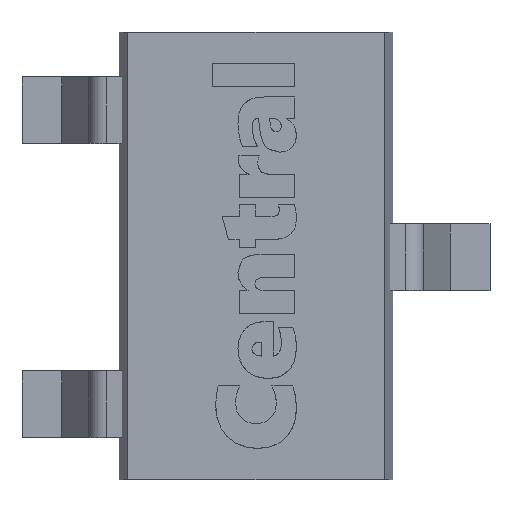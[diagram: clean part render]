
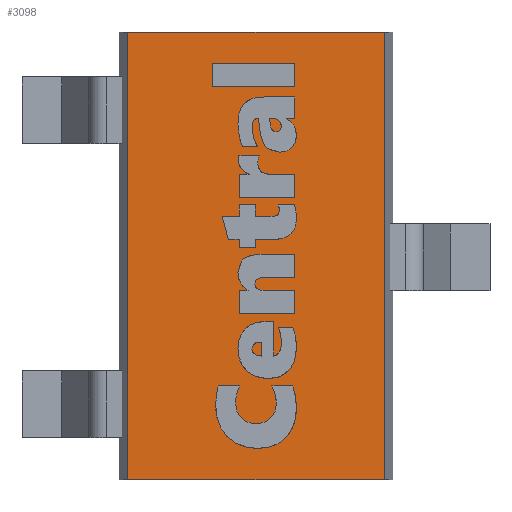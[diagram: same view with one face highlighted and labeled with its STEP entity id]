
A CAD part, top view. The second image highlights one B-rep face of the part: STEP entity #3098.
In plain terms, the highlighted planar face has unit normal (0, 0, 1).
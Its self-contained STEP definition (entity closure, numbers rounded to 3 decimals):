
#289=FACE_OUTER_BOUND('',#462,.T.);
#462=EDGE_LOOP('',(#2204,#2205,#2206,#2207));
#662=LINE('',#4100,#979);
#696=LINE('',#4177,#1013);
#699=LINE('',#4182,#1016);
#700=LINE('',#4183,#1017);
#979=VECTOR('',#3521,10.);
#1013=VECTOR('',#3589,10.);
#1016=VECTOR('',#3594,10.);
#1017=VECTOR('',#3595,10.);
#1280=VERTEX_POINT('',#4097);
#1281=VERTEX_POINT('',#4099);
#1306=VERTEX_POINT('',#4174);
#1307=VERTEX_POINT('',#4176);
#1608=EDGE_CURVE('',#1280,#1281,#662,.T.);
#1646=EDGE_CURVE('',#1307,#1306,#696,.T.);
#1649=EDGE_CURVE('',#1280,#1307,#699,.T.);
#1650=EDGE_CURVE('',#1281,#1306,#700,.T.);
#2204=ORIENTED_EDGE('',*,*,#1649,.T.);
#2205=ORIENTED_EDGE('',*,*,#1646,.T.);
#2206=ORIENTED_EDGE('',*,*,#1650,.F.);
#2207=ORIENTED_EDGE('',*,*,#1608,.F.);
#2948=PLANE('',#3317);
#3098=ADVANCED_FACE('',(#289),#2948,.T.);
#3317=AXIS2_PLACEMENT_3D('',#4181,#3592,#3593);
#3521=DIRECTION('',(0.,1.,0.));
#3589=DIRECTION('',(0.,1.,0.));
#3592=DIRECTION('center_axis',(0.,0.,1.));
#3593=DIRECTION('ref_axis',(1.,0.,0.));
#3594=DIRECTION('',(1.,0.,0.));
#3595=DIRECTION('',(1.,0.,0.));
#4097=CARTESIAN_POINT('',(-0.575,0.,0.121));
#4099=CARTESIAN_POINT('',(-0.575,2.01,0.121));
#4100=CARTESIAN_POINT('',(-0.575,0.,0.121));
#4174=CARTESIAN_POINT('',(0.575,2.01,0.121));
#4176=CARTESIAN_POINT('',(0.575,0.,0.121));
#4177=CARTESIAN_POINT('',(0.575,0.,0.121));
#4181=CARTESIAN_POINT('Origin',(-0.575,0.,0.121));
#4182=CARTESIAN_POINT('',(-0.575,0.,0.121));
#4183=CARTESIAN_POINT('',(-0.575,2.01,0.121));
